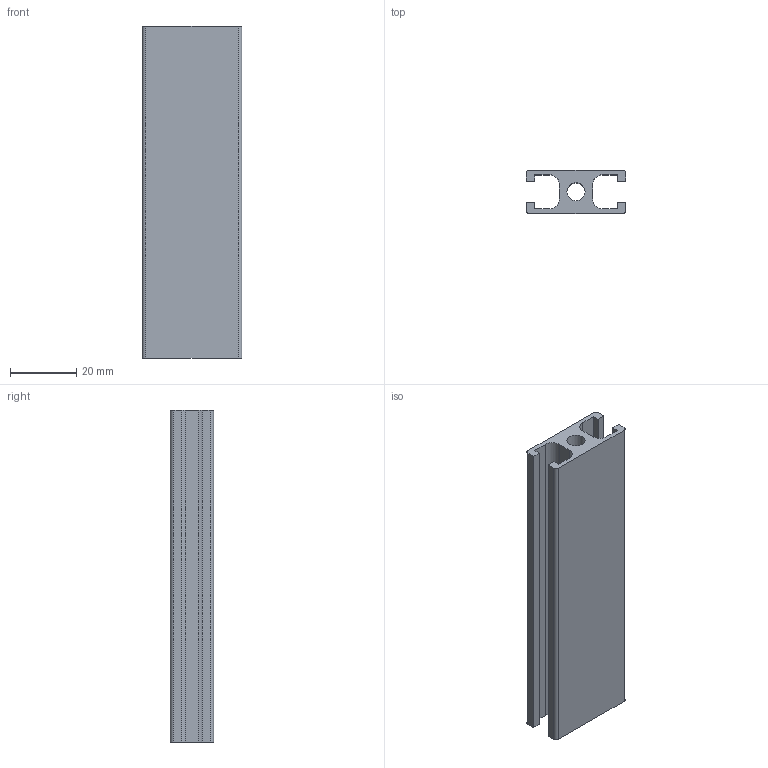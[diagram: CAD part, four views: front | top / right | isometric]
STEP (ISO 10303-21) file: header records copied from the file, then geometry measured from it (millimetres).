
FILE_DESCRIPTION(/* description */ (''),/* implementation_level */ '2;1');
FILE_NAME(/* name */ '101330_1.stp',/* time_stamp */ '2014-08-04T10:59:39+02:00',/* author */ ('jank'),/* organization */ (''),/* preprocessor_version */ 'ST-DEVELOPER v15.2',/* originating_system */ 'Autodesk Inventor 2014',/* authorisation */ '');
FILE_SCHEMA (('CONFIG_CONTROL_DESIGN'));
Length unit declared in the file: millimetre
Products named in the file (1): 101330
Bounding box: 30 x 13 x 100 mm (x, y, z)
Volume: 18910.9 mm3; surface area: 15619.4 mm2
Topology: 1 solids, 1 shells, 31 faces, 87 edges, 58 vertices
Faces by surface type: plane 22, cylinder 9
Full cylindrical faces by diameter (mm): 5.5 x1
Entity records: 1026 total; most frequent: CARTESIAN_POINT 176, ORIENTED_EDGE 172, DIRECTION 168, EDGE_CURVE 86, LINE 68, VECTOR 68, VERTEX_POINT 58, AXIS2_PLACEMENT_3D 50
